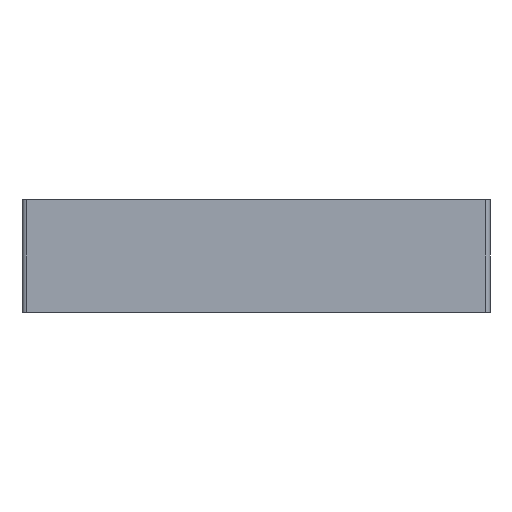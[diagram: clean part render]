
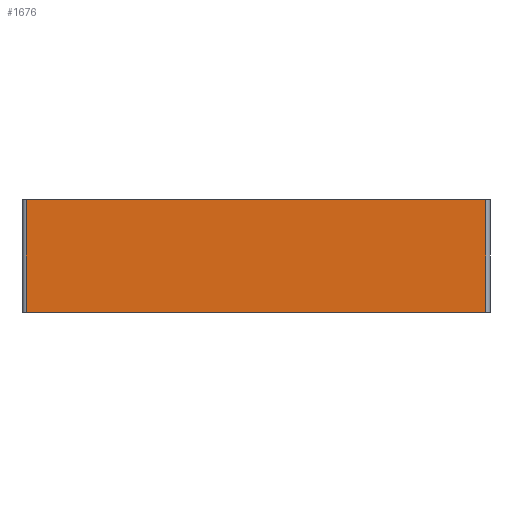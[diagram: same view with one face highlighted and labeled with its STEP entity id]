
A CAD part, front view. The second image highlights one B-rep face of the part: STEP entity #1676.
In plain terms, the highlighted planar face has unit normal (0, -1, 0).
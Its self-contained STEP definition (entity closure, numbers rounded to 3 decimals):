
#32 = PLANE('',#33);
#33 = AXIS2_PLACEMENT_3D('',#34,#35,#36);
#34 = CARTESIAN_POINT('',(0.,12.556,0.));
#35 = DIRECTION('',(0.,0.,1.));
#36 = DIRECTION('',(1.,0.,0.));
#199 = VERTEX_POINT('',#200);
#200 = CARTESIAN_POINT('',(-51.,-22.,0.));
#215 = CYLINDRICAL_SURFACE('',#216,1.);
#216 = AXIS2_PLACEMENT_3D('',#217,#218,#219);
#217 = CARTESIAN_POINT('',(-51.,-21.,0.));
#218 = DIRECTION('',(0.,0.,1.));
#219 = DIRECTION('',(-1.,0.,0.));
#227 = EDGE_CURVE('',#199,#228,#230,.T.);
#228 = VERTEX_POINT('',#229);
#229 = CARTESIAN_POINT('',(51.,-22.,0.));
#230 = SURFACE_CURVE('',#231,(#235,#242),.PCURVE_S1.);
#231 = LINE('',#232,#233);
#232 = CARTESIAN_POINT('',(-52.,-22.,0.));
#233 = VECTOR('',#234,1.);
#234 = DIRECTION('',(1.,0.,0.));
#235 = PCURVE('',#32,#236);
#236 = DEFINITIONAL_REPRESENTATION('',(#237),#241);
#237 = LINE('',#238,#239);
#238 = CARTESIAN_POINT('',(-52.,-34.556));
#239 = VECTOR('',#240,1.);
#240 = DIRECTION('',(1.,0.));
#241 = ( GEOMETRIC_REPRESENTATION_CONTEXT(2) 
PARAMETRIC_REPRESENTATION_CONTEXT() REPRESENTATION_CONTEXT('2D SPACE',''
  ) );
#242 = PCURVE('',#243,#248);
#243 = PLANE('',#244);
#244 = AXIS2_PLACEMENT_3D('',#245,#246,#247);
#245 = CARTESIAN_POINT('',(-52.,-22.,0.));
#246 = DIRECTION('',(0.,1.,0.));
#247 = DIRECTION('',(1.,0.,0.));
#248 = DEFINITIONAL_REPRESENTATION('',(#249),#253);
#249 = LINE('',#250,#251);
#250 = CARTESIAN_POINT('',(0.,0.));
#251 = VECTOR('',#252,1.);
#252 = DIRECTION('',(1.,0.));
#253 = ( GEOMETRIC_REPRESENTATION_CONTEXT(2) 
PARAMETRIC_REPRESENTATION_CONTEXT() REPRESENTATION_CONTEXT('2D SPACE',''
  ) );
#272 = CYLINDRICAL_SURFACE('',#273,1.);
#273 = AXIS2_PLACEMENT_3D('',#274,#275,#276);
#274 = CARTESIAN_POINT('',(51.,-21.,0.));
#275 = DIRECTION('',(0.,0.,1.));
#276 = DIRECTION('',(0.,-1.,0.));
#741 = PLANE('',#742);
#742 = AXIS2_PLACEMENT_3D('',#743,#744,#745);
#743 = CARTESIAN_POINT('',(0.,12.556,25.));
#744 = DIRECTION('',(0.,0.,1.));
#745 = DIRECTION('',(1.,0.,0.));
#1583 = VERTEX_POINT('',#1584);
#1584 = CARTESIAN_POINT('',(51.,-22.,25.));
#1606 = EDGE_CURVE('',#228,#1583,#1607,.T.);
#1607 = SURFACE_CURVE('',#1608,(#1612,#1619),.PCURVE_S1.);
#1608 = LINE('',#1609,#1610);
#1609 = CARTESIAN_POINT('',(51.,-22.,0.));
#1610 = VECTOR('',#1611,1.);
#1611 = DIRECTION('',(0.,0.,1.));
#1612 = PCURVE('',#272,#1613);
#1613 = DEFINITIONAL_REPRESENTATION('',(#1614),#1618);
#1614 = LINE('',#1615,#1616);
#1615 = CARTESIAN_POINT('',(0.,0.));
#1616 = VECTOR('',#1617,1.);
#1617 = DIRECTION('',(0.,1.));
#1618 = ( GEOMETRIC_REPRESENTATION_CONTEXT(2) 
PARAMETRIC_REPRESENTATION_CONTEXT() REPRESENTATION_CONTEXT('2D SPACE',''
  ) );
#1619 = PCURVE('',#243,#1620);
#1620 = DEFINITIONAL_REPRESENTATION('',(#1621),#1625);
#1621 = LINE('',#1622,#1623);
#1622 = CARTESIAN_POINT('',(103.,0.));
#1623 = VECTOR('',#1624,1.);
#1624 = DIRECTION('',(0.,-1.));
#1625 = ( GEOMETRIC_REPRESENTATION_CONTEXT(2) 
PARAMETRIC_REPRESENTATION_CONTEXT() REPRESENTATION_CONTEXT('2D SPACE',''
  ) );
#1631 = EDGE_CURVE('',#199,#1632,#1634,.T.);
#1632 = VERTEX_POINT('',#1633);
#1633 = CARTESIAN_POINT('',(-51.,-22.,25.));
#1634 = SURFACE_CURVE('',#1635,(#1639,#1646),.PCURVE_S1.);
#1635 = LINE('',#1636,#1637);
#1636 = CARTESIAN_POINT('',(-51.,-22.,0.));
#1637 = VECTOR('',#1638,1.);
#1638 = DIRECTION('',(0.,0.,1.));
#1639 = PCURVE('',#215,#1640);
#1640 = DEFINITIONAL_REPRESENTATION('',(#1641),#1645);
#1641 = LINE('',#1642,#1643);
#1642 = CARTESIAN_POINT('',(1.571,0.));
#1643 = VECTOR('',#1644,1.);
#1644 = DIRECTION('',(0.,1.));
#1645 = ( GEOMETRIC_REPRESENTATION_CONTEXT(2) 
PARAMETRIC_REPRESENTATION_CONTEXT() REPRESENTATION_CONTEXT('2D SPACE',''
  ) );
#1646 = PCURVE('',#243,#1647);
#1647 = DEFINITIONAL_REPRESENTATION('',(#1648),#1652);
#1648 = LINE('',#1649,#1650);
#1649 = CARTESIAN_POINT('',(1.,0.));
#1650 = VECTOR('',#1651,1.);
#1651 = DIRECTION('',(0.,-1.));
#1652 = ( GEOMETRIC_REPRESENTATION_CONTEXT(2) 
PARAMETRIC_REPRESENTATION_CONTEXT() REPRESENTATION_CONTEXT('2D SPACE',''
  ) );
#1676 = ADVANCED_FACE('',(#1677),#243,.F.);
#1677 = FACE_BOUND('',#1678,.F.);
#1678 = EDGE_LOOP('',(#1679,#1700,#1701,#1702));
#1679 = ORIENTED_EDGE('',*,*,#1680,.T.);
#1680 = EDGE_CURVE('',#1632,#1583,#1681,.T.);
#1681 = SURFACE_CURVE('',#1682,(#1686,#1693),.PCURVE_S1.);
#1682 = LINE('',#1683,#1684);
#1683 = CARTESIAN_POINT('',(-52.,-22.,25.));
#1684 = VECTOR('',#1685,1.);
#1685 = DIRECTION('',(1.,0.,0.));
#1686 = PCURVE('',#243,#1687);
#1687 = DEFINITIONAL_REPRESENTATION('',(#1688),#1692);
#1688 = LINE('',#1689,#1690);
#1689 = CARTESIAN_POINT('',(0.,-25.));
#1690 = VECTOR('',#1691,1.);
#1691 = DIRECTION('',(1.,0.));
#1692 = ( GEOMETRIC_REPRESENTATION_CONTEXT(2) 
PARAMETRIC_REPRESENTATION_CONTEXT() REPRESENTATION_CONTEXT('2D SPACE',''
  ) );
#1693 = PCURVE('',#741,#1694);
#1694 = DEFINITIONAL_REPRESENTATION('',(#1695),#1699);
#1695 = LINE('',#1696,#1697);
#1696 = CARTESIAN_POINT('',(-52.,-34.556));
#1697 = VECTOR('',#1698,1.);
#1698 = DIRECTION('',(1.,0.));
#1699 = ( GEOMETRIC_REPRESENTATION_CONTEXT(2) 
PARAMETRIC_REPRESENTATION_CONTEXT() REPRESENTATION_CONTEXT('2D SPACE',''
  ) );
#1700 = ORIENTED_EDGE('',*,*,#1606,.F.);
#1701 = ORIENTED_EDGE('',*,*,#227,.F.);
#1702 = ORIENTED_EDGE('',*,*,#1631,.T.);
